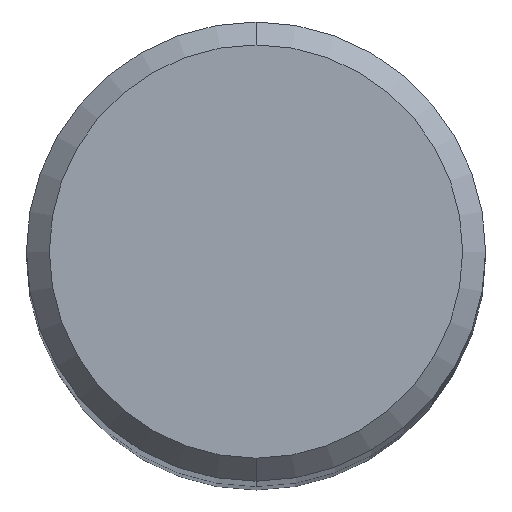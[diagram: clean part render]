
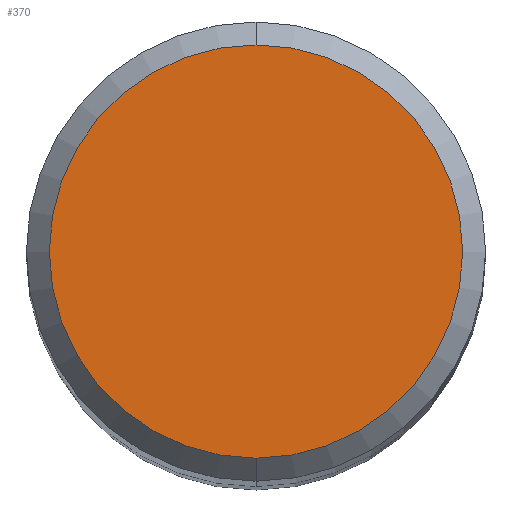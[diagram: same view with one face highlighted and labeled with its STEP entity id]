
A CAD part, top view. The second image highlights one B-rep face of the part: STEP entity #370.
In plain terms, the highlighted planar face has unit normal (0, 0, 1).
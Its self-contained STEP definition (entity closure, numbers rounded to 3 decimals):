
#310=VERTEX_POINT('',#623);
#354=EDGE_CURVE('',#310,#406,#673,.T.);
#370=ADVANCED_FACE('',(#690),#691,.T.);
#406=VERTEX_POINT('',#734);
#448=EDGE_CURVE('',#406,#310,#779,.T.);
#623=CARTESIAN_POINT('',(0.,-3.6,0.0));
#673=CIRCLE('',#1188,3.6);
#690=FACE_OUTER_BOUND('',#1225,.T.);
#691=PLANE('',#1226);
#734=CARTESIAN_POINT('',(0.0,3.6,0.0));
#779=CIRCLE('',#1394,3.6);
#1188=AXIS2_PLACEMENT_3D('',#1650,#1651,#1652);
#1225=EDGE_LOOP('',(#1670,#1671));
#1226=AXIS2_PLACEMENT_3D('',#1672,#1673,#1674);
#1394=AXIS2_PLACEMENT_3D('',#1775,#1776,#1777);
#1650=CARTESIAN_POINT('',(0.0,0.0,0.0));
#1651=DIRECTION('',(0.0,0.0,-1.0));
#1652=DIRECTION('',(0.0,1.0,0.0));
#1670=ORIENTED_EDGE('',*,*,#448,.F.);
#1671=ORIENTED_EDGE('',*,*,#354,.F.);
#1672=CARTESIAN_POINT('',(0.0,1.8,0.0));
#1673=DIRECTION('',(-0.0,0.0,1.0));
#1674=DIRECTION('',(0.0,-1.0,0.0));
#1775=CARTESIAN_POINT('',(0.0,0.0,0.0));
#1776=DIRECTION('',(0.0,0.0,-1.0));
#1777=DIRECTION('',(0.0,1.0,0.0));
